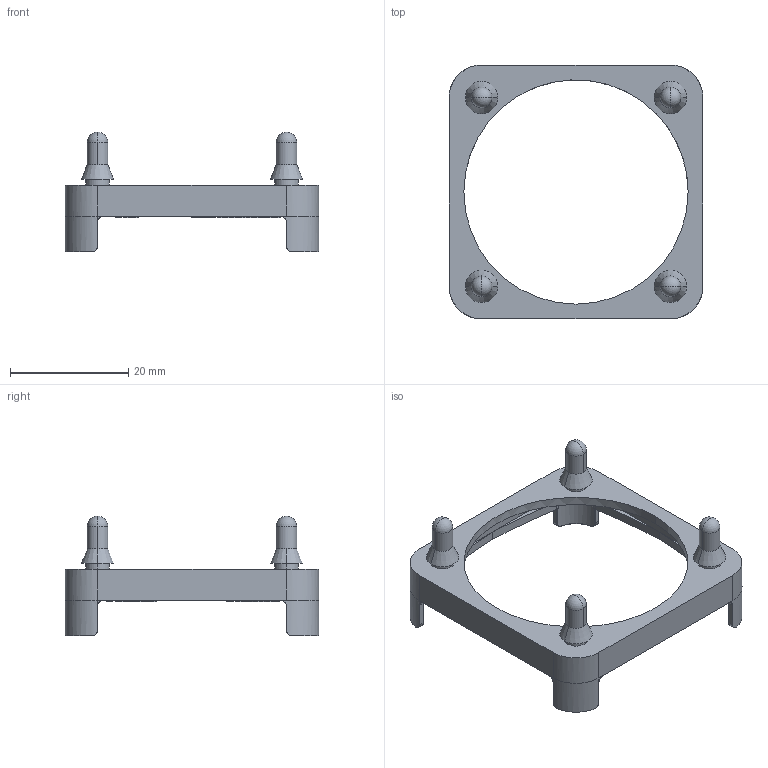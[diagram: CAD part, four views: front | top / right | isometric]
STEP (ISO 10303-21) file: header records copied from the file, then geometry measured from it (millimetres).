
FILE_DESCRIPTION((''),'2;1');
FILE_NAME('SLM-40-20-10.stp','2005-12-08T00:34:15',(''),(''),'Mechanical Desktop.R8.0.24.0','Mechanical Desktop.R8.0.24.0',', , ');
FILE_SCHEMA(('CONFIG_CONTROL_DESIGN'));
Length unit declared in the file: millimetre
Products named in the file (2): SLM-40-20-10 OVA; SLM-40-20-10 OV
Assembly tree (1 placements, depth 2):
  SLM-40-20-10 OVA
    SLM-40-20-10 OV
Bounding box: 43 x 43 x 20.25 mm (x, y, z)
Volume: 2693.9 mm3; surface area: 4086.3 mm2
Topology: 1 solids, 1 shells, 1195 faces, 3340 edges, 2193 vertices
Faces by surface type: bspline 771, plane 270, cylinder 118, sphere 24, cone 8, torus 4
Entity records: 44354 total; most frequent: CARTESIAN_POINT 18869, ORIENTED_EDGE 6616, EDGE_CURVE 3308, DIRECTION 2871, VERTEX_POINT 2185, B_SPLINE_CURVE_WITH_KNOTS 1558, VECTOR 1481, LINE 1481
